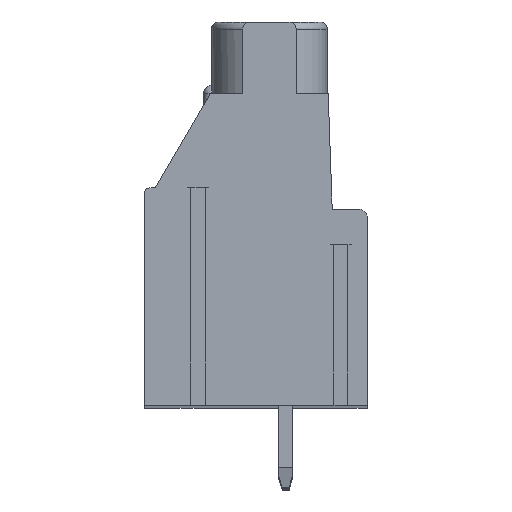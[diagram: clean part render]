
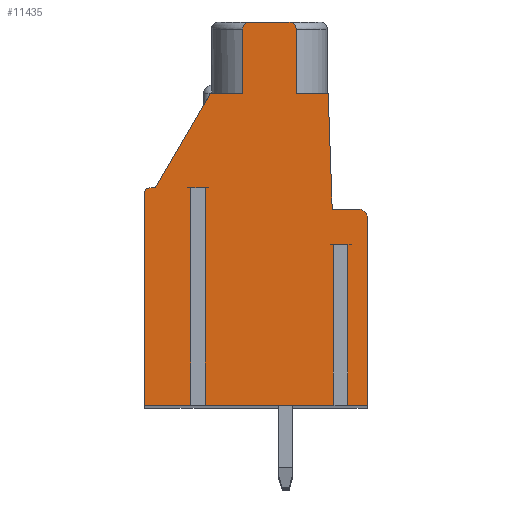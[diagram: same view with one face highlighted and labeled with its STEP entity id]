
A CAD part, top view. The second image highlights one B-rep face of the part: STEP entity #11435.
In plain terms, the highlighted planar face has unit normal (0, 0, 1).
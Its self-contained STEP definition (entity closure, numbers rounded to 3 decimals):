
#27=DIRECTION('',(-1.,0.,0.));
#28=VECTOR('',#27,0.82);
#29=CARTESIAN_POINT('',(-2.09,1.2,95.25));
#30=LINE('',#29,#28);
#31=DIRECTION('',(0.,1.,0.));
#32=VECTOR('',#31,12.2);
#33=CARTESIAN_POINT('',(-2.91,-11.,95.25));
#34=LINE('',#33,#32);
#35=DIRECTION('',(1.,0.,0.));
#36=VECTOR('',#35,2.59);
#37=CARTESIAN_POINT('',(-5.5,-11.,95.25));
#38=LINE('',#37,#36);
#39=DIRECTION('',(0.,-1.,0.));
#40=VECTOR('',#39,11.9);
#41=CARTESIAN_POINT('',(-5.5,0.9,95.25));
#42=LINE('',#41,#40);
#43=CARTESIAN_POINT('',(-5.2,0.9,95.25));
#44=DIRECTION('',(0.,0.,1.));
#45=DIRECTION('',(0.,1.,0.));
#46=AXIS2_PLACEMENT_3D('',#43,#44,#45);
#48=DIRECTION('',(-1.,0.,0.));
#49=VECTOR('',#48,0.3);
#50=CARTESIAN_POINT('',(-4.9,1.2,95.25));
#51=LINE('',#50,#49);
#52=DIRECTION('',(-0.505,-0.863,0.));
#53=VECTOR('',#52,6.14);
#54=CARTESIAN_POINT('',(-1.8,6.5,95.25));
#55=LINE('',#54,#53);
#56=DIRECTION('',(-1.,0.,0.));
#57=VECTOR('',#56,1.8);
#58=CARTESIAN_POINT('',(0.,6.5,95.25));
#59=LINE('',#58,#57);
#60=DIRECTION('',(0.,-1.,0.));
#61=VECTOR('',#60,3.6);
#62=CARTESIAN_POINT('',(0.,10.1,95.25));
#63=LINE('',#62,#61);
#64=CARTESIAN_POINT('',(0.4,10.1,95.25));
#65=DIRECTION('',(0.,0.,1.));
#66=DIRECTION('',(0.,1.,0.));
#67=AXIS2_PLACEMENT_3D('',#64,#65,#66);
#69=DIRECTION('',(-1.,0.,0.));
#70=VECTOR('',#69,2.2);
#71=CARTESIAN_POINT('',(2.6,10.5,95.25));
#72=LINE('',#71,#70);
#73=CARTESIAN_POINT('',(2.6,10.1,95.25));
#74=DIRECTION('',(0.,0.,1.));
#75=DIRECTION('',(1.,0.,0.));
#76=AXIS2_PLACEMENT_3D('',#73,#74,#75);
#78=DIRECTION('',(0.,1.,0.));
#79=VECTOR('',#78,3.6);
#80=CARTESIAN_POINT('',(3.,6.5,95.25));
#81=LINE('',#80,#79);
#82=DIRECTION('',(-1.,0.,0.));
#83=VECTOR('',#82,1.8);
#84=CARTESIAN_POINT('',(4.8,6.5,95.25));
#85=LINE('',#84,#83);
#86=DIRECTION('',(-0.035,0.999,0.));
#87=VECTOR('',#86,6.504);
#88=CARTESIAN_POINT('',(5.027,0.,95.25));
#89=LINE('',#88,#87);
#90=DIRECTION('',(-1.,0.,0.));
#91=VECTOR('',#90,1.473);
#92=CARTESIAN_POINT('',(6.5,0.,95.25));
#93=LINE('',#92,#91);
#94=CARTESIAN_POINT('',(6.5,-0.5,95.25));
#95=DIRECTION('',(0.,0.,1.));
#96=DIRECTION('',(1.,0.,0.));
#97=AXIS2_PLACEMENT_3D('',#94,#95,#96);
#99=DIRECTION('',(0.,1.,0.));
#100=VECTOR('',#99,10.5);
#101=CARTESIAN_POINT('',(7.,-11.,95.25));
#102=LINE('',#101,#100);
#103=DIRECTION('',(1.,0.,0.));
#104=VECTOR('',#103,1.09);
#105=CARTESIAN_POINT('',(5.91,-11.,95.25));
#106=LINE('',#105,#104);
#107=DIRECTION('',(0.,1.,0.));
#108=VECTOR('',#107,9.);
#109=CARTESIAN_POINT('',(5.91,-11.,95.25));
#110=LINE('',#109,#108);
#111=DIRECTION('',(-1.,0.,0.));
#112=VECTOR('',#111,0.82);
#113=CARTESIAN_POINT('',(5.91,-2.,95.25));
#114=LINE('',#113,#112);
#115=DIRECTION('',(0.,1.,0.));
#116=VECTOR('',#115,9.);
#117=CARTESIAN_POINT('',(5.09,-11.,95.25));
#118=LINE('',#117,#116);
#119=DIRECTION('',(1.,0.,0.));
#120=VECTOR('',#119,7.18);
#121=CARTESIAN_POINT('',(-2.09,-11.,95.25));
#122=LINE('',#121,#120);
#123=DIRECTION('',(0.,1.,0.));
#124=VECTOR('',#123,12.2);
#125=CARTESIAN_POINT('',(-2.09,-11.,95.25));
#126=LINE('',#125,#124);
#9025=CARTESIAN_POINT('',(7.,-11.,95.25));
#9026=CARTESIAN_POINT('',(7.,-0.5,95.25));
#9027=VERTEX_POINT('',#9025);
#9028=VERTEX_POINT('',#9026);
#9029=CARTESIAN_POINT('',(6.5,0.,95.25));
#9030=VERTEX_POINT('',#9029);
#9031=CARTESIAN_POINT('',(5.027,0.,95.25));
#9032=VERTEX_POINT('',#9031);
#9033=CARTESIAN_POINT('',(4.8,6.5,95.25));
#9034=VERTEX_POINT('',#9033);
#9035=CARTESIAN_POINT('',(3.,6.5,95.25));
#9036=VERTEX_POINT('',#9035);
#9037=CARTESIAN_POINT('',(3.,10.1,95.25));
#9038=VERTEX_POINT('',#9037);
#9039=CARTESIAN_POINT('',(2.6,10.5,95.25));
#9040=VERTEX_POINT('',#9039);
#9041=CARTESIAN_POINT('',(0.4,10.5,95.25));
#9042=VERTEX_POINT('',#9041);
#9043=CARTESIAN_POINT('',(0.,10.1,95.25));
#9044=VERTEX_POINT('',#9043);
#9045=CARTESIAN_POINT('',(0.,6.5,95.25));
#9046=VERTEX_POINT('',#9045);
#9047=CARTESIAN_POINT('',(-1.8,6.5,95.25));
#9048=VERTEX_POINT('',#9047);
#9049=CARTESIAN_POINT('',(-4.9,1.2,95.25));
#9050=VERTEX_POINT('',#9049);
#9051=CARTESIAN_POINT('',(-5.2,1.2,95.25));
#9052=VERTEX_POINT('',#9051);
#9053=CARTESIAN_POINT('',(-5.5,0.9,95.25));
#9054=VERTEX_POINT('',#9053);
#9055=CARTESIAN_POINT('',(-5.5,-11.,95.25));
#9056=VERTEX_POINT('',#9055);
#9177=CARTESIAN_POINT('',(5.91,-2.,95.25));
#9178=CARTESIAN_POINT('',(5.09,-2.,95.25));
#9179=VERTEX_POINT('',#9177);
#9180=VERTEX_POINT('',#9178);
#9181=CARTESIAN_POINT('',(5.09,-11.,95.25));
#9182=VERTEX_POINT('',#9181);
#9183=CARTESIAN_POINT('',(5.91,-11.,95.25));
#9184=VERTEX_POINT('',#9183);
#9201=CARTESIAN_POINT('',(-2.09,1.2,95.25));
#9202=CARTESIAN_POINT('',(-2.91,1.2,95.25));
#9203=VERTEX_POINT('',#9201);
#9204=VERTEX_POINT('',#9202);
#9205=CARTESIAN_POINT('',(-2.09,-11.,95.25));
#9206=VERTEX_POINT('',#9205);
#9207=CARTESIAN_POINT('',(-2.91,-11.,95.25));
#9208=VERTEX_POINT('',#9207);
#11380=CARTESIAN_POINT('',(0.,0.,95.25));
#11381=DIRECTION('',(0.,0.,1.));
#11382=DIRECTION('',(1.,0.,0.));
#11383=AXIS2_PLACEMENT_3D('',#11380,#11381,#11382);
#11384=PLANE('',#11383);
#11386=ORIENTED_EDGE('',*,*,#11385,.T.);
#11388=ORIENTED_EDGE('',*,*,#11387,.F.);
#11390=ORIENTED_EDGE('',*,*,#11389,.F.);
#11392=ORIENTED_EDGE('',*,*,#11391,.F.);
#11394=ORIENTED_EDGE('',*,*,#11393,.F.);
#11396=ORIENTED_EDGE('',*,*,#11395,.F.);
#11398=ORIENTED_EDGE('',*,*,#11397,.F.);
#11400=ORIENTED_EDGE('',*,*,#11399,.F.);
#11402=ORIENTED_EDGE('',*,*,#11401,.F.);
#11404=ORIENTED_EDGE('',*,*,#11403,.F.);
#11406=ORIENTED_EDGE('',*,*,#11405,.F.);
#11408=ORIENTED_EDGE('',*,*,#11407,.F.);
#11410=ORIENTED_EDGE('',*,*,#11409,.F.);
#11412=ORIENTED_EDGE('',*,*,#11411,.F.);
#11414=ORIENTED_EDGE('',*,*,#11413,.F.);
#11416=ORIENTED_EDGE('',*,*,#11415,.F.);
#11418=ORIENTED_EDGE('',*,*,#11417,.F.);
#11420=ORIENTED_EDGE('',*,*,#11419,.F.);
#11422=ORIENTED_EDGE('',*,*,#11421,.F.);
#11424=ORIENTED_EDGE('',*,*,#11423,.T.);
#11426=ORIENTED_EDGE('',*,*,#11425,.T.);
#11428=ORIENTED_EDGE('',*,*,#11427,.F.);
#11430=ORIENTED_EDGE('',*,*,#11429,.F.);
#11432=ORIENTED_EDGE('',*,*,#11431,.T.);
#11433=EDGE_LOOP('',(#11386,#11388,#11390,#11392,#11394,#11396,#11398,#11400,
#11402,#11404,#11406,#11408,#11410,#11412,#11414,#11416,#11418,#11420,#11422,
#11424,#11426,#11428,#11430,#11432));
#11434=FACE_OUTER_BOUND('',#11433,.F.);
#47=CIRCLE('',#46,0.3);
#68=CIRCLE('',#67,0.4);
#77=CIRCLE('',#76,0.4);
#98=CIRCLE('',#97,0.5);
#11385=EDGE_CURVE('',#9203,#9204,#30,.T.);
#11387=EDGE_CURVE('',#9208,#9204,#34,.T.);
#11389=EDGE_CURVE('',#9056,#9208,#38,.T.);
#11391=EDGE_CURVE('',#9054,#9056,#42,.T.);
#11393=EDGE_CURVE('',#9052,#9054,#47,.T.);
#11395=EDGE_CURVE('',#9050,#9052,#51,.T.);
#11397=EDGE_CURVE('',#9048,#9050,#55,.T.);
#11399=EDGE_CURVE('',#9046,#9048,#59,.T.);
#11401=EDGE_CURVE('',#9044,#9046,#63,.T.);
#11403=EDGE_CURVE('',#9042,#9044,#68,.T.);
#11405=EDGE_CURVE('',#9040,#9042,#72,.T.);
#11407=EDGE_CURVE('',#9038,#9040,#77,.T.);
#11409=EDGE_CURVE('',#9036,#9038,#81,.T.);
#11411=EDGE_CURVE('',#9034,#9036,#85,.T.);
#11413=EDGE_CURVE('',#9032,#9034,#89,.T.);
#11415=EDGE_CURVE('',#9030,#9032,#93,.T.);
#11417=EDGE_CURVE('',#9028,#9030,#98,.T.);
#11419=EDGE_CURVE('',#9027,#9028,#102,.T.);
#11421=EDGE_CURVE('',#9184,#9027,#106,.T.);
#11423=EDGE_CURVE('',#9184,#9179,#110,.T.);
#11425=EDGE_CURVE('',#9179,#9180,#114,.T.);
#11427=EDGE_CURVE('',#9182,#9180,#118,.T.);
#11429=EDGE_CURVE('',#9206,#9182,#122,.T.);
#11431=EDGE_CURVE('',#9206,#9203,#126,.T.);
#11435=ADVANCED_FACE('',(#11434),#11384,.T.);
